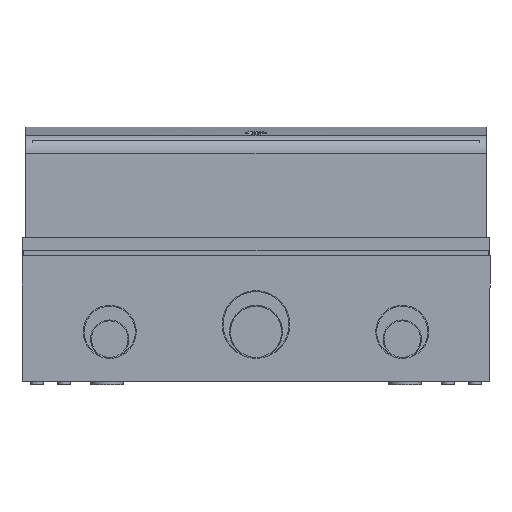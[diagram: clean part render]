
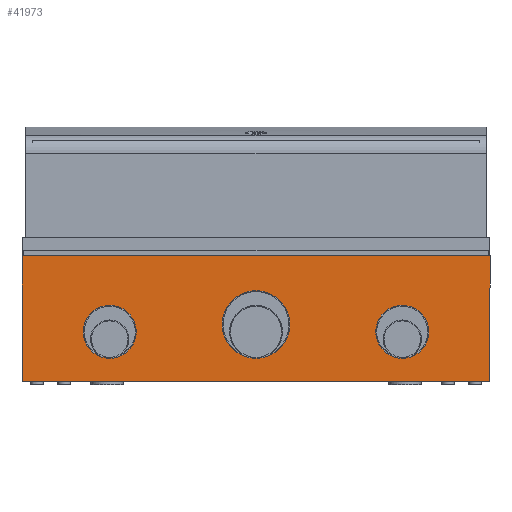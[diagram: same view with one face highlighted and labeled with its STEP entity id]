
A CAD part, front view. The second image highlights one B-rep face of the part: STEP entity #41973.
In plain terms, the highlighted planar face has unit normal (0, -1, 0).
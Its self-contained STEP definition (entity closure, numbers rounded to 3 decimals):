
#1367 = EDGE_LOOP ( 'NONE', ( #15339, #26610, #40499, #42719 ) ) ;
#7902 = CARTESIAN_POINT ( 'NONE',  ( -128., -200., 0. ) ) ;
#8598 = PLANE ( 'NONE',  #20636 ) ;
#9338 = EDGE_LOOP ( 'NONE', ( #9471 ) ) ;
#9471 = ORIENTED_EDGE ( 'NONE', *, *, #12316, .T. ) ;
#10034 = CIRCLE ( 'NONE', #18498, 18.5 ) ;
#12316 = EDGE_CURVE ( 'NONE', #64363, #64363, #62768, .T. ) ;
#12918 = CARTESIAN_POINT ( 'NONE',  ( 80., -200., 27. ) ) ;
#13615 = DIRECTION ( 'NONE',  ( 0., 1., 0. ) ) ;
#13892 = VERTEX_POINT ( 'NONE', #55830 ) ;
#15255 = ORIENTED_EDGE ( 'NONE', *, *, #57580, .T. ) ;
#15339 = ORIENTED_EDGE ( 'NONE', *, *, #37451, .F. ) ;
#15839 = LINE ( 'NONE', #56109, #64574 ) ;
#16906 = LINE ( 'NONE', #17022, #53914 ) ;
#17022 = CARTESIAN_POINT ( 'NONE',  ( -128., -200., 68.5 ) ) ;
#17967 = DIRECTION ( 'NONE',  ( 0., 0., -1. ) ) ;
#18010 = CARTESIAN_POINT ( 'NONE',  ( 0., -200., 31. ) ) ;
#18498 = AXIS2_PLACEMENT_3D ( 'NONE', #18010, #53213, #23044 ) ;
#19399 = DIRECTION ( 'NONE',  ( 0., 0., -1. ) ) ;
#20636 = AXIS2_PLACEMENT_3D ( 'NONE', #33574, #13615, #48816 ) ;
#21724 = ORIENTED_EDGE ( 'NONE', *, *, #61754, .F. ) ;
#22772 = VECTOR ( 'NONE', #64712, 1000. ) ;
#23044 = DIRECTION ( 'NONE',  ( 0., 0., -1. ) ) ;
#25009 = CARTESIAN_POINT ( 'NONE',  ( 128., -200., 0. ) ) ;
#26610 = ORIENTED_EDGE ( 'NONE', *, *, #58897, .T. ) ;
#27064 = CARTESIAN_POINT ( 'NONE',  ( -80., -200., 27. ) ) ;
#29342 = VERTEX_POINT ( 'NONE', #25009 ) ;
#29553 = CARTESIAN_POINT ( 'NONE',  ( 128., -200., 71. ) ) ;
#29846 = EDGE_CURVE ( 'NONE', #60429, #29342, #49599, .T. ) ;
#31021 = VECTOR ( 'NONE', #19399, 1000. ) ;
#31127 = VERTEX_POINT ( 'NONE', #61283 ) ;
#31430 = EDGE_LOOP ( 'NONE', ( #15255 ) ) ;
#32123 = DIRECTION ( 'NONE',  ( 0., 0., -1. ) ) ;
#33574 = CARTESIAN_POINT ( 'NONE',  ( -128., -200., 71. ) ) ;
#33841 = FACE_OUTER_BOUND ( 'NONE', #1367, .T. ) ;
#35407 = FACE_BOUND ( 'NONE', #61080, .T. ) ;
#35827 = DIRECTION ( 'NONE',  ( 1., 0., 0. ) ) ;
#37451 = EDGE_CURVE ( 'NONE', #58295, #60429, #16906, .T. ) ;
#40499 = ORIENTED_EDGE ( 'NONE', *, *, #54163, .T. ) ;
#41973 = ADVANCED_FACE ( 'NONE', ( #35407, #33841, #60617, #59042 ), #8598, .F. ) ;
#42719 = ORIENTED_EDGE ( 'NONE', *, *, #29846, .F. ) ;
#42810 = LINE ( 'NONE', #49553, #31021 ) ;
#48087 = DIRECTION ( 'NONE',  ( 0., -1., 0. ) ) ;
#48266 = CIRCLE ( 'NONE', #48688, 14.5 ) ;
#48688 = AXIS2_PLACEMENT_3D ( 'NONE', #12918, #48087, #17967 ) ;
#48816 = DIRECTION ( 'NONE',  ( -1., 0., 0. ) ) ;
#48954 = CARTESIAN_POINT ( 'NONE',  ( -128., -200., 68.5 ) ) ;
#49553 = CARTESIAN_POINT ( 'NONE',  ( -128., -200., 71. ) ) ;
#49599 = LINE ( 'NONE', #29553, #22772 ) ;
#51603 = CARTESIAN_POINT ( 'NONE',  ( 128., -200., 68.5 ) ) ;
#53213 = DIRECTION ( 'NONE',  ( 0., 1., 0. ) ) ;
#53357 = DIRECTION ( 'NONE',  ( 1., 0., 0. ) ) ;
#53914 = VECTOR ( 'NONE', #53357, 1000. ) ;
#54163 = EDGE_CURVE ( 'NONE', #61755, #29342, #15839, .T. ) ;
#55830 = CARTESIAN_POINT ( 'NONE',  ( 0., -200., 12.5 ) ) ;
#56012 = AXIS2_PLACEMENT_3D ( 'NONE', #27064, #62262, #32123 ) ;
#56109 = CARTESIAN_POINT ( 'NONE',  ( -128., -200., 0. ) ) ;
#57580 = EDGE_CURVE ( 'NONE', #13892, #13892, #10034, .T. ) ;
#58295 = VERTEX_POINT ( 'NONE', #48954 ) ;
#58897 = EDGE_CURVE ( 'NONE', #58295, #61755, #42810, .T. ) ;
#58972 = CARTESIAN_POINT ( 'NONE',  ( -80., -200., 12.5 ) ) ;
#59042 = FACE_BOUND ( 'NONE', #31430, .T. ) ;
#60429 = VERTEX_POINT ( 'NONE', #51603 ) ;
#60617 = FACE_BOUND ( 'NONE', #9338, .T. ) ;
#61080 = EDGE_LOOP ( 'NONE', ( #21724 ) ) ;
#61283 = CARTESIAN_POINT ( 'NONE',  ( 80., -200., 12.5 ) ) ;
#61754 = EDGE_CURVE ( 'NONE', #31127, #31127, #48266, .T. ) ;
#61755 = VERTEX_POINT ( 'NONE', #7902 ) ;
#62262 = DIRECTION ( 'NONE',  ( 0., 1., 0. ) ) ;
#62768 = CIRCLE ( 'NONE', #56012, 14.5 ) ;
#64363 = VERTEX_POINT ( 'NONE', #58972 ) ;
#64574 = VECTOR ( 'NONE', #35827, 1000. ) ;
#64712 = DIRECTION ( 'NONE',  ( 0., 0., -1. ) ) ;
